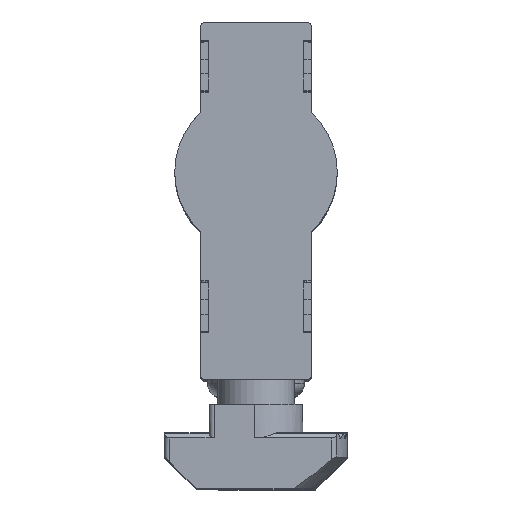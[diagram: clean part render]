
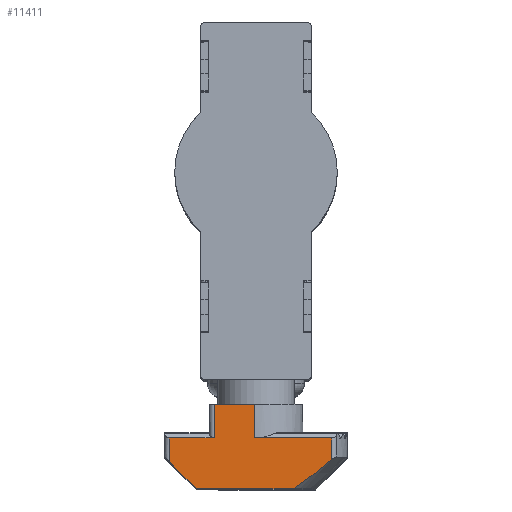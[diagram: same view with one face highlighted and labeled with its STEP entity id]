
A CAD part, top view. The second image highlights one B-rep face of the part: STEP entity #11411.
In plain terms, the highlighted face is planar.
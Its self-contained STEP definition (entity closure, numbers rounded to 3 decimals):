
#6 = AXIS2_PLACEMENT_3D ( 'NONE', #11724, #1538, #8027 ) ;
#36 = LINE ( 'NONE', #6862, #2193 ) ;
#306 = LINE ( 'NONE', #8271, #5242 ) ;
#307 = ORIENTED_EDGE ( 'NONE', *, *, #9513, .T. ) ;
#378 = LINE ( 'NONE', #2039, #5022 ) ;
#382 = DIRECTION ( 'NONE',  ( -1., 0., 0. ) ) ;
#390 = ORIENTED_EDGE ( 'NONE', *, *, #4031, .T. ) ;
#416 = CARTESIAN_POINT ( 'NONE',  ( -8.169, 4.85, 5.28 ) ) ;
#634 = LINE ( 'NONE', #5768, #5282 ) ;
#734 = EDGE_CURVE ( 'NONE', #1186, #2173, #36, .T. ) ;
#1024 = CARTESIAN_POINT ( 'NONE',  ( 0.15, 4.85, 5.28 ) ) ;
#1186 = VERTEX_POINT ( 'NONE', #10805 ) ;
#1265 = CARTESIAN_POINT ( 'NONE',  ( -6.589, 4.85, 1.971 ) ) ;
#1301 = CARTESIAN_POINT ( 'NONE',  ( 4.35, 4.85, 5.89 ) ) ;
#1313 = EDGE_CURVE ( 'NONE', #10701, #9552, #306, .T. ) ;
#1538 = DIRECTION ( 'NONE',  ( 0., -1., 0. ) ) ;
#1690 = CARTESIAN_POINT ( 'NONE',  ( -7.879, 4.85, 3.052 ) ) ;
#1920 = LINE ( 'NONE', #1301, #8168 ) ;
#2039 = CARTESIAN_POINT ( 'NONE',  ( -7.879, 4.85, 5.89 ) ) ;
#2173 = VERTEX_POINT ( 'NONE', #8570 ) ;
#2176 = CARTESIAN_POINT ( 'NONE',  ( -7.879, 4.85, 3.052 ) ) ;
#2193 = VECTOR ( 'NONE', #382, 1000. ) ;
#2203 = LINE ( 'NONE', #11453, #4971 ) ;
#2274 = CARTESIAN_POINT ( 'NONE',  ( 0.15, 4.85, 8.8 ) ) ;
#2566 = LINE ( 'NONE', #8410, #9711 ) ;
#2695 = DIRECTION ( 'NONE',  ( -1., 0., 0. ) ) ;
#3281 = EDGE_LOOP ( 'NONE', ( #390, #6289, #11299, #7509, #5099, #10865, #3532, #8268, #5310, #307 ) ) ;
#3341 = PLANE ( 'NONE',  #6 ) ;
#3532 = ORIENTED_EDGE ( 'NONE', *, *, #3912, .T. ) ;
#3887 = CARTESIAN_POINT ( 'NONE',  ( -7.879, 4.85, 5.28 ) ) ;
#3912 = EDGE_CURVE ( 'NONE', #10583, #7950, #634, .T. ) ;
#3990 = EDGE_CURVE ( 'NONE', #2173, #7002, #8072, .T. ) ;
#4031 = EDGE_CURVE ( 'NONE', #11970, #6632, #9349, .T. ) ;
#4866 = DIRECTION ( 'NONE',  ( 1., 0., 0. ) ) ;
#4971 = VECTOR ( 'NONE', #5893, 1000. ) ;
#5022 = VECTOR ( 'NONE', #9483, 1000. ) ;
#5099 = ORIENTED_EDGE ( 'NONE', *, *, #3990, .T. ) ;
#5204 = CARTESIAN_POINT ( 'NONE',  ( 9.5, 4.85, 3.3 ) ) ;
#5242 = VECTOR ( 'NONE', #2695, 1000. ) ;
#5282 = VECTOR ( 'NONE', #4866, 1000. ) ;
#5310 = ORIENTED_EDGE ( 'NONE', *, *, #1313, .F. ) ;
#5768 = CARTESIAN_POINT ( 'NONE',  ( -8.169, 4.85, 5.28 ) ) ;
#5893 = DIRECTION ( 'NONE',  ( 0., 0., -1. ) ) ;
#6149 = EDGE_CURVE ( 'NONE', #6632, #9875, #2566, .T. ) ;
#6289 = ORIENTED_EDGE ( 'NONE', *, *, #6149, .T. ) ;
#6438 = CARTESIAN_POINT ( 'NONE',  ( 9., 4.85, 5.28 ) ) ;
#6632 = VERTEX_POINT ( 'NONE', #6438 ) ;
#6777 = CARTESIAN_POINT ( 'NONE',  ( -3.862, 4.85, 0. ) ) ;
#6814 = CARTESIAN_POINT ( 'NONE',  ( -5.259, 4.85, 0.942 ) ) ;
#6862 = CARTESIAN_POINT ( 'NONE',  ( -8.169, 4.85, 0. ) ) ;
#6898 = DIRECTION ( 'NONE',  ( 1., 0., 0. ) ) ;
#7002 = VERTEX_POINT ( 'NONE', #1690 ) ;
#7172 = CARTESIAN_POINT ( 'NONE',  ( 4.35, 4.85, 5.28 ) ) ;
#7276 = EDGE_CURVE ( 'NONE', #7002, #10583, #378, .T. ) ;
#7461 = VECTOR ( 'NONE', #6898, 1000. ) ;
#7509 = ORIENTED_EDGE ( 'NONE', *, *, #734, .T. ) ;
#7747 = CARTESIAN_POINT ( 'NONE',  ( -7.238, 4.85, 2.506 ) ) ;
#7950 = VERTEX_POINT ( 'NONE', #1024 ) ;
#8027 = DIRECTION ( 'NONE',  ( 0., 0., -1. ) ) ;
#8072 = B_SPLINE_CURVE_WITH_KNOTS ( 'NONE', 3,
 ( #6777, #8643, #6814, #1265, #7747, #2176 ),
 .UNSPECIFIED., .F., .F.,
 ( 4, 2, 4 ),
 ( 0., 0.003, 0.005 ),
 .UNSPECIFIED. ) ;
#8168 = VECTOR ( 'NONE', #8680, 1000. ) ;
#8268 = ORIENTED_EDGE ( 'NONE', *, *, #9478, .F. ) ;
#8271 = CARTESIAN_POINT ( 'NONE',  ( 0.15, 4.85, 8.8 ) ) ;
#8410 = CARTESIAN_POINT ( 'NONE',  ( 9., 4.85, 5.89 ) ) ;
#8570 = CARTESIAN_POINT ( 'NONE',  ( -3.862, 4.85, 0. ) ) ;
#8643 = CARTESIAN_POINT ( 'NONE',  ( -4.579, 4.85, 0.447 ) ) ;
#8680 = DIRECTION ( 'NONE',  ( 0., 0., -1. ) ) ;
#9344 = DIRECTION ( 'NONE',  ( 0., 0., -1. ) ) ;
#9349 = LINE ( 'NONE', #416, #7461 ) ;
#9478 = EDGE_CURVE ( 'NONE', #9552, #7950, #2203, .T. ) ;
#9483 = DIRECTION ( 'NONE',  ( 0., 0., 1. ) ) ;
#9513 = EDGE_CURVE ( 'NONE', #10701, #11970, #1920, .T. ) ;
#9552 = VERTEX_POINT ( 'NONE', #2274 ) ;
#9711 = VECTOR ( 'NONE', #9344, 1000. ) ;
#9875 = VERTEX_POINT ( 'NONE', #11356 ) ;
#10097 = FACE_OUTER_BOUND ( 'NONE', #3281, .T. ) ;
#10407 = VECTOR ( 'NONE', #10773, 1000. ) ;
#10583 = VERTEX_POINT ( 'NONE', #3887 ) ;
#10699 = LINE ( 'NONE', #5204, #10407 ) ;
#10701 = VERTEX_POINT ( 'NONE', #11503 ) ;
#10773 = DIRECTION ( 'NONE',  ( -0.707, 0., -0.707 ) ) ;
#10776 = EDGE_CURVE ( 'NONE', #9875, #1186, #10699, .T. ) ;
#10805 = CARTESIAN_POINT ( 'NONE',  ( 6.2, 4.85, 0. ) ) ;
#10865 = ORIENTED_EDGE ( 'NONE', *, *, #7276, .T. ) ;
#11299 = ORIENTED_EDGE ( 'NONE', *, *, #10776, .T. ) ;
#11356 = CARTESIAN_POINT ( 'NONE',  ( 9., 4.85, 2.8 ) ) ;
#11411 = ADVANCED_FACE ( 'NONE', ( #10097 ), #3341, .F. ) ;
#11453 = CARTESIAN_POINT ( 'NONE',  ( 0.15, 4.85, 8.8 ) ) ;
#11503 = CARTESIAN_POINT ( 'NONE',  ( 4.35, 4.85, 8.8 ) ) ;
#11724 = CARTESIAN_POINT ( 'NONE',  ( -8.169, 4.85, 5.89 ) ) ;
#11970 = VERTEX_POINT ( 'NONE', #7172 ) ;
